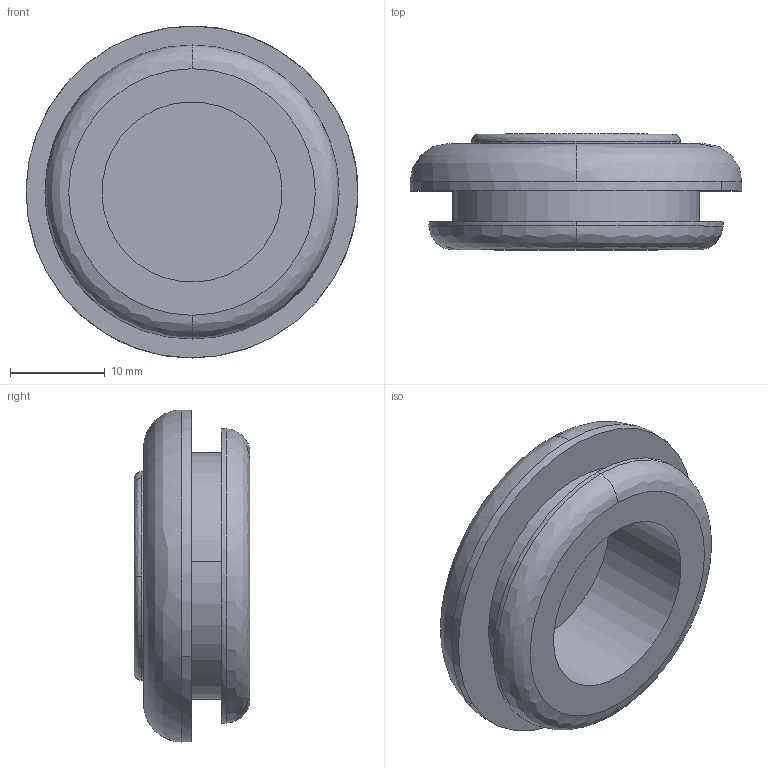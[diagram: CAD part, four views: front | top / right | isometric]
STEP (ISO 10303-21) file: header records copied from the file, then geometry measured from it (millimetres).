
FILE_DESCRIPTION( (''), '2;1');
FILE_NAME ('PC50.12492.TM_MG_6_CRUL_17335.stp','2019-12-19T14:48:28',(''),(''),'spGate 15.6.1','','');
FILE_SCHEMA (('AUTOMOTIVE_DESIGN'));
Length unit declared in the file: millimetre
Bounding box: 35 x 12.2 x 35 mm (x, y, z)
Volume: 5340.4 mm3; surface area: 3899.9 mm2
Topology: 1 solids, 1 shells, 24 faces, 65 edges, 47 vertices
Faces by surface type: cylinder 12, plane 6, bspline 6
Entity records: 1436 total; most frequent: CARTESIAN_POINT 312, DIRECTION 130, ORIENTED_EDGE 130, COLOUR_RGB 90, PRESENTATION_STYLE_ASSIGNMENT 90, STYLED_ITEM 90, AXIS2_PLACEMENT_3D 65, EDGE_CURVE 65
